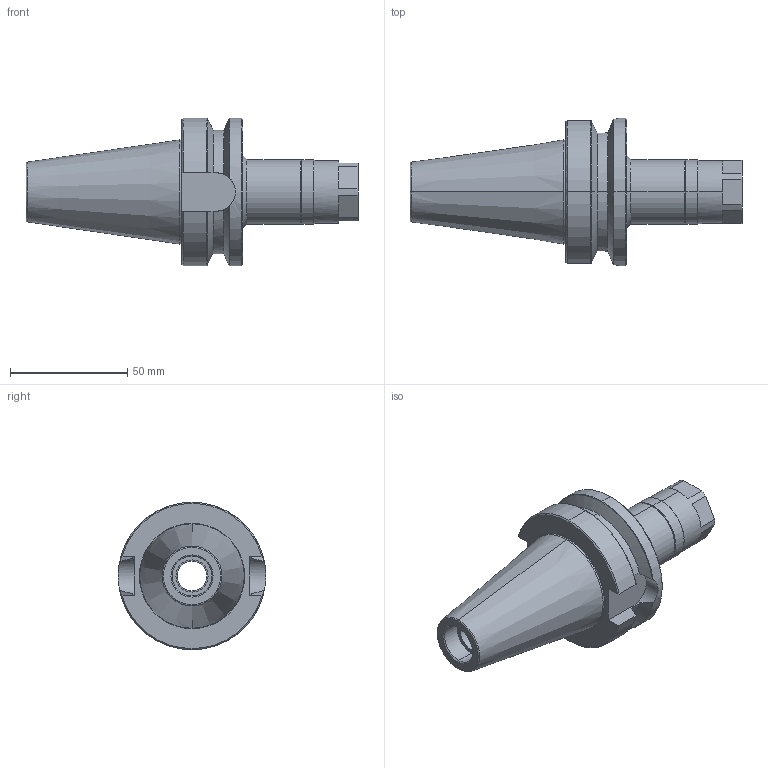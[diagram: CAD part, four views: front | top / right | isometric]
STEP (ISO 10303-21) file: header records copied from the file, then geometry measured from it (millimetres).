
FILE_DESCRIPTION (( 'STEP AP203' ), '1' );
FILE_NAME ('BT40-SK10-3.0D.STEP', '2020-06-27T16:43:41', ( '' ), ( '' ), 'SwSTEP 2.0', 'SolidWorks 2019', '' );
FILE_SCHEMA (( 'CONFIG_CONTROL_DESIGN' ));
Length unit declared in the file: inch
Products named in the file (1): BT40-SK10-3.0D
Bounding box: 141.73 x 62.99 x 62.99 mm (x, y, z)
Volume: 145104.9 mm3; surface area: 28726.7 mm2
Topology: 1 solids, 1 shells, 91 faces, 220 edges, 139 vertices
Faces by surface type: cylinder 28, plane 28, torus 18, cone 17
Entity records: 2866 total; most frequent: CARTESIAN_POINT 601, DIRECTION 493, ORIENTED_EDGE 440, EDGE_CURVE 220, AXIS2_PLACEMENT_3D 207, VERTEX_POINT 139, CIRCLE 115, EDGE_LOOP 101
